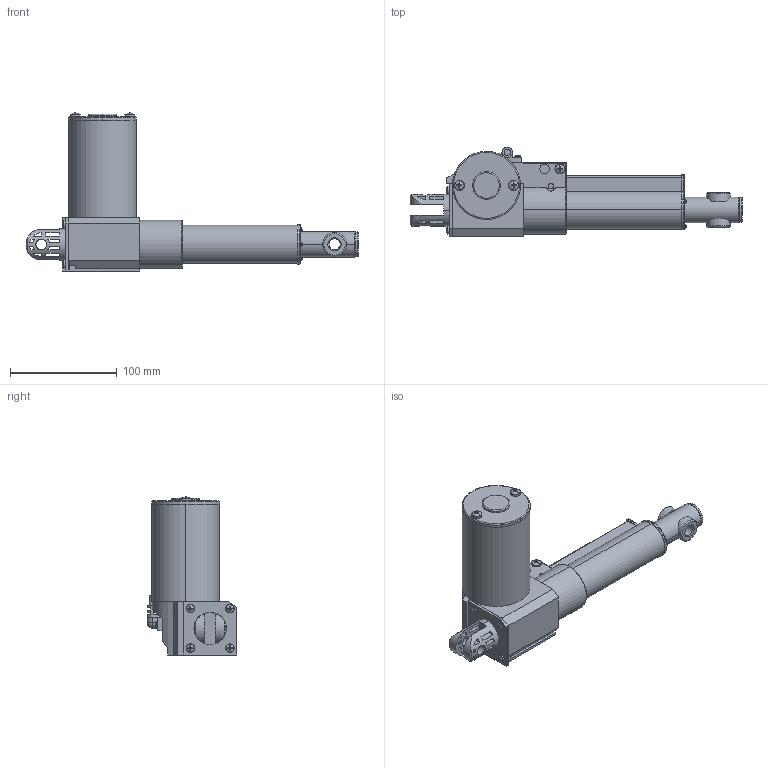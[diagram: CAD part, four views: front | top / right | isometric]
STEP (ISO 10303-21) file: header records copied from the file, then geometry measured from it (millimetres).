
FILE_DESCRIPTION (( 'STEP AP203' ), '1' );
FILE_NAME ('JC35D1.STEP', '2020-05-15T12:30:12', ( '' ), ( '' ), 'SwSTEP 2.0', 'SolidWorks 2019', '' );
FILE_SCHEMA (( 'CONFIG_CONTROL_DESIGN' ));
Length unit declared in the file: millimetre
Products named in the file (4): JC35D - Piston Connector; JC35D1; JC35D1_Body; JC35D - Piston
Assembly tree (3 placements, depth 2):
  JC35D1
    JC35D1_Body
    JC35D - Piston
    JC35D - Piston Connector
Bounding box: 311.3 x 84.1 x 148.17 mm (x, y, z)
Volume: 94948.3 mm3; surface area: 150752.5 mm2
Topology: 4 solids, 29 shells, 699 faces, 1655 edges, 1035 vertices
Faces by surface type: plane 373, cylinder 232, torus 51, sphere 31, cone 12
Entity records: 23184 total; most frequent: CARTESIAN_POINT 6166, DIRECTION 3716, ORIENTED_EDGE 3304, EDGE_CURVE 1653, AXIS2_PLACEMENT_3D 1479, VERTEX_POINT 1035, EDGE_LOOP 793, CIRCLE 773
